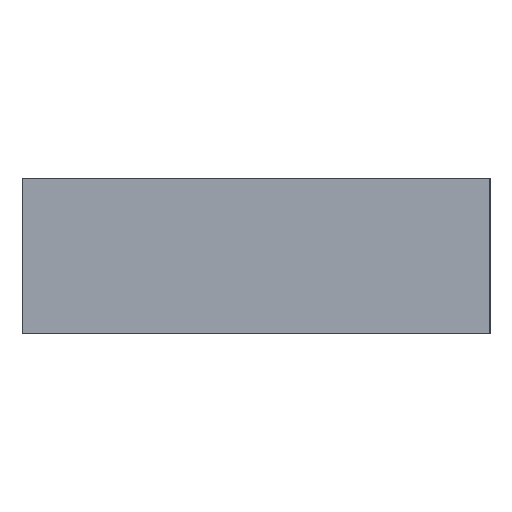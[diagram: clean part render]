
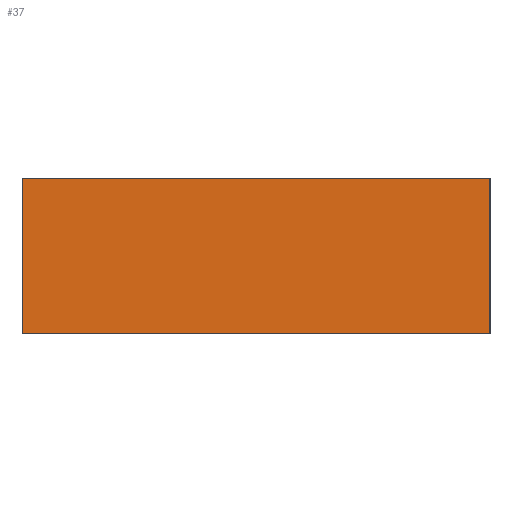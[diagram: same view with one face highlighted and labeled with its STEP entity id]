
A CAD part, left-side view. The second image highlights one B-rep face of the part: STEP entity #37.
In plain terms, the highlighted planar face has unit normal (-1, 0, 0).
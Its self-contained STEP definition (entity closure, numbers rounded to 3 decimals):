
#22 = CARTESIAN_POINT ( 'NONE',  ( 0., 0., 2. ) ) ;
#36 = PLANE ( 'NONE',  #1106 ) ;
#37 = ADVANCED_FACE ( 'NONE', ( #746 ), #36, .F. ) ;
#48 = CARTESIAN_POINT ( 'NONE',  ( 0., 0., 2. ) ) ;
#66 = DIRECTION ( 'NONE',  ( 1., 0., 0. ) ) ;
#68 = DIRECTION ( 'NONE',  ( 0., 0., -1. ) ) ;
#86 = DIRECTION ( 'NONE',  ( 0., -1., 0. ) ) ;
#93 = EDGE_CURVE ( 'NONE', #1068, #1266, #718, .T. ) ;
#130 = EDGE_CURVE ( 'NONE', #1267, #1165, #704, .T. ) ;
#131 = DIRECTION ( 'NONE',  ( 0., 0., -1. ) ) ;
#132 = CARTESIAN_POINT ( 'NONE',  ( 0., 0., 2. ) ) ;
#135 = DIRECTION ( 'NONE',  ( 0., 0., -1. ) ) ;
#142 = CARTESIAN_POINT ( 'NONE',  ( 0., 6., 2. ) ) ;
#346 = LINE ( 'NONE', #22, #352 ) ;
#352 = VECTOR ( 'NONE', #86, 1000. ) ;
#502 = VECTOR ( 'NONE', #770, 1000. ) ;
#504 = LINE ( 'NONE', #759, #502 ) ;
#702 = VECTOR ( 'NONE', #135, 1000. ) ;
#704 = LINE ( 'NONE', #142, #702 ) ;
#710 = VECTOR ( 'NONE', #131, 1000. ) ;
#718 = LINE ( 'NONE', #132, #710 ) ;
#746 = FACE_OUTER_BOUND ( 'NONE', #796, .T. ) ;
#759 = CARTESIAN_POINT ( 'NONE',  ( 0., 0., 0. ) ) ;
#770 = DIRECTION ( 'NONE',  ( 0., -1., 0. ) ) ;
#796 = EDGE_LOOP ( 'NONE', ( #1123, #1330, #1328, #1332 ) ) ;
#847 = CARTESIAN_POINT ( 'NONE',  ( 0., 0., 2. ) ) ;
#983 = CARTESIAN_POINT ( 'NONE',  ( 0., 6., 0. ) ) ;
#1016 = EDGE_CURVE ( 'NONE', #1165, #1266, #504, .T. ) ;
#1049 = CARTESIAN_POINT ( 'NONE',  ( 0., 6., 2. ) ) ;
#1068 = VERTEX_POINT ( 'NONE', #847 ) ;
#1106 = AXIS2_PLACEMENT_3D ( 'NONE', #48, #66, #68 ) ;
#1123 = ORIENTED_EDGE ( 'NONE', *, *, #1016, .T. ) ;
#1165 = VERTEX_POINT ( 'NONE', #983 ) ;
#1205 = CARTESIAN_POINT ( 'NONE',  ( 0., 0., 0. ) ) ;
#1266 = VERTEX_POINT ( 'NONE', #1205 ) ;
#1267 = VERTEX_POINT ( 'NONE', #1049 ) ;
#1328 = ORIENTED_EDGE ( 'NONE', *, *, #1375, .F. ) ;
#1330 = ORIENTED_EDGE ( 'NONE', *, *, #93, .F. ) ;
#1332 = ORIENTED_EDGE ( 'NONE', *, *, #130, .T. ) ;
#1375 = EDGE_CURVE ( 'NONE', #1267, #1068, #346, .T. ) ;
